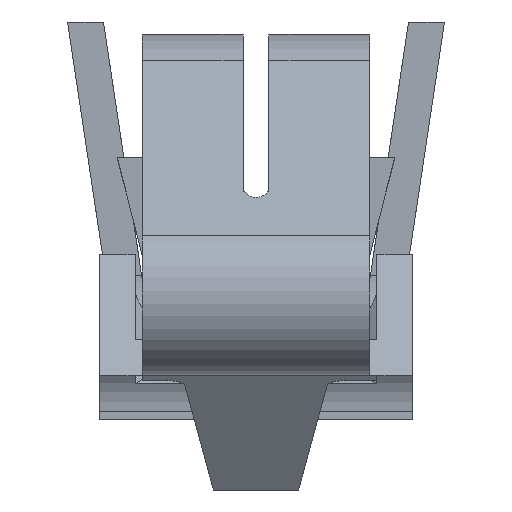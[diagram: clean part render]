
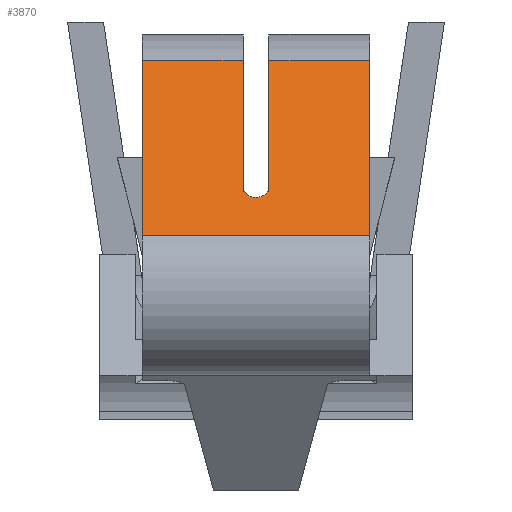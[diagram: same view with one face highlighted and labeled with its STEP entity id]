
A CAD part, top view. The second image highlights one B-rep face of the part: STEP entity #3870.
In plain terms, the highlighted planar face has unit normal (0, 0.785, 0.62).
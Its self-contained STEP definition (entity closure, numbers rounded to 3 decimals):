
#111=DIRECTION('',(0.,-0.62,0.785));
#112=VECTOR('',#111,2.531);
#113=CARTESIAN_POINT('',(-1.016,3.197,-2.252));
#114=LINE('',#113,#112);
#1098=DIRECTION('',(0.,-0.62,0.785));
#1099=VECTOR('',#1098,2.531);
#1100=CARTESIAN_POINT('',(1.016,3.197,-2.252));
#1101=LINE('',#1100,#1099);
#1137=DIRECTION('',(1.,0.,0.));
#1138=VECTOR('',#1137,2.032);
#1139=CARTESIAN_POINT('',(-1.016,1.628,-0.266));
#1140=LINE('',#1139,#1138);
#1141=DIRECTION('',(0.,-0.62,0.785));
#1142=VECTOR('',#1141,1.834);
#1143=CARTESIAN_POINT('',(-0.114,3.197,-2.252));
#1144=LINE('',#1143,#1142);
#1145=DIRECTION('',(0.,-0.62,0.785));
#1146=VECTOR('',#1145,1.834);
#1147=CARTESIAN_POINT('',(0.114,3.197,-2.252));
#1148=LINE('',#1147,#1146);
#1149=DIRECTION('',(1.,0.,0.));
#1150=VECTOR('',#1149,0.902);
#1151=CARTESIAN_POINT('',(0.114,3.197,-2.252));
#1152=LINE('',#1151,#1150);
#1153=DIRECTION('',(1.,0.,0.));
#1154=VECTOR('',#1153,0.902);
#1155=CARTESIAN_POINT('',(-1.016,3.197,-2.252));
#1156=LINE('',#1155,#1154);
#1192=CARTESIAN_POINT('',(0.114,2.06,-0.813));
#1193=CARTESIAN_POINT('',(0.114,2.049,-0.799));
#1194=CARTESIAN_POINT('',(0.109,2.026,
-0.77));
#1195=CARTESIAN_POINT('',(0.083,1.994,
-0.73));
#1196=CARTESIAN_POINT('',(0.042,1.973,
-0.703));
#1197=CARTESIAN_POINT('',(0.,1.968,-0.696));
#1198=CARTESIAN_POINT('',(-0.042,1.973,
-0.703));
#1199=CARTESIAN_POINT('',(-0.083,1.994,
-0.73));
#1200=CARTESIAN_POINT('',(-0.109,2.026,
-0.77));
#1201=CARTESIAN_POINT('',(-0.114,2.049,-0.799));
#1202=CARTESIAN_POINT('',(-0.114,2.06,-0.813));
#1962=CARTESIAN_POINT('',(-1.016,3.197,-2.252));
#1964=VERTEX_POINT('',#1962);
#1965=CARTESIAN_POINT('',(-1.016,1.628,-0.266));
#1966=VERTEX_POINT('',#1965);
#1978=CARTESIAN_POINT('',(1.016,3.197,-2.252));
#1980=VERTEX_POINT('',#1978);
#1981=CARTESIAN_POINT('',(1.016,1.628,-0.266));
#1982=VERTEX_POINT('',#1981);
#1994=CARTESIAN_POINT('',(-0.114,3.197,-2.252));
#1996=VERTEX_POINT('',#1994);
#1997=CARTESIAN_POINT('',(0.114,3.197,-2.252));
#1999=VERTEX_POINT('',#1997);
#2018=CARTESIAN_POINT('',(-0.114,2.06,-0.813));
#2020=VERTEX_POINT('',#2018);
#2022=CARTESIAN_POINT('',(0.114,2.06,-0.813));
#2024=VERTEX_POINT('',#2022);
#3850=CARTESIAN_POINT('',(-1.016,3.197,-2.252));
#3851=DIRECTION('',(0.,0.785,0.62));
#3852=DIRECTION('',(0.,-0.62,0.785));
#3853=AXIS2_PLACEMENT_3D('',#3850,#3851,#3852);
#3854=PLANE('',#3853);
#3856=ORIENTED_EDGE('',*,*,#3855,.T.);
#3858=ORIENTED_EDGE('',*,*,#3857,.F.);
#3860=ORIENTED_EDGE('',*,*,#3859,.F.);
#3862=ORIENTED_EDGE('',*,*,#3861,.T.);
#3863=ORIENTED_EDGE('',*,*,#3817,.T.);
#3864=ORIENTED_EDGE('',*,*,#3843,.F.);
#3865=ORIENTED_EDGE('',*,*,#2379,.F.);
#3867=ORIENTED_EDGE('',*,*,#3866,.T.);
#3868=EDGE_LOOP('',(#3856,#3858,#3860,#3862,#3863,#3864,#3865,#3867));
#3869=FACE_OUTER_BOUND('',#3868,.F.);
#3870=ADVANCED_FACE('',(#3869),#3854,.T.);
#1203=B_SPLINE_CURVE_WITH_KNOTS('',3,(#1192,#1193,#1194,#1195,#1196,#1197,#1198,
#1199,#1200,#1201,#1202),.UNSPECIFIED.,.F.,.F.,(4,1,1,1,1,1,1,1,4),(0.,
0.125,0.25,0.375,0.5,0.625,0.75,0.875,1.),.UNSPECIFIED.);
#2379=EDGE_CURVE('',#1964,#1966,#114,.T.);
#3817=EDGE_CURVE('',#1980,#1982,#1101,.T.);
#3843=EDGE_CURVE('',#1966,#1982,#1140,.T.);
#3855=EDGE_CURVE('',#1996,#2020,#1144,.T.);
#3857=EDGE_CURVE('',#2024,#2020,#1203,.T.);
#3859=EDGE_CURVE('',#1999,#2024,#1148,.T.);
#3861=EDGE_CURVE('',#1999,#1980,#1152,.T.);
#3866=EDGE_CURVE('',#1964,#1996,#1156,.T.);
